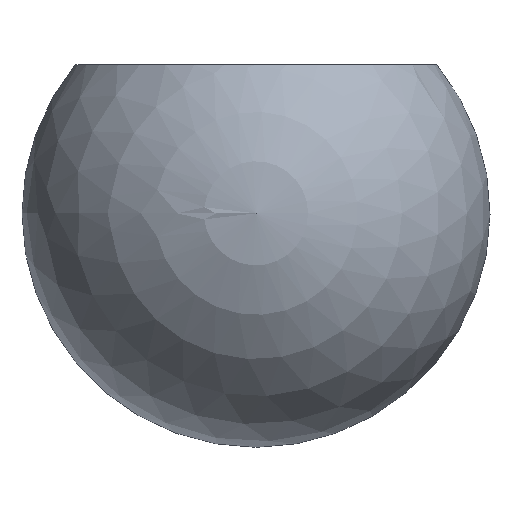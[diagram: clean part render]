
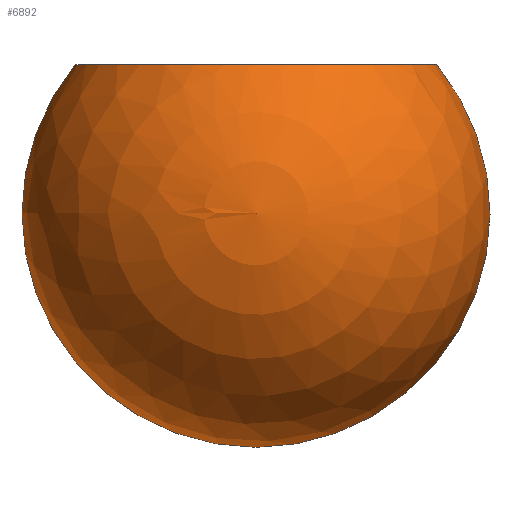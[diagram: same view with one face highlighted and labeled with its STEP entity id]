
A CAD part, left-side view. The second image highlights one B-rep face of the part: STEP entity #6892.
In plain terms, the highlighted spherical face has radius 42.5 mm.
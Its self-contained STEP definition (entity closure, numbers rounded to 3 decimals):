
#159 = ORIENTED_EDGE ( 'NONE', *, *, #2122, .T. ) ;
#231 = AXIS2_PLACEMENT_3D ( 'NONE', #13212, #6979, #8141 ) ;
#666 = DIRECTION ( 'NONE',  ( 1., 0., 0. ) ) ;
#709 = DIRECTION ( 'NONE',  ( 0., 1., 0. ) ) ;
#1721 = ORIENTED_EDGE ( 'NONE', *, *, #2293, .T. ) ;
#2122 = EDGE_CURVE ( 'NONE', #8986, #2835, #12886, .T. ) ;
#2293 = EDGE_CURVE ( 'NONE', #2835, #12135, #2325, .T. ) ;
#2325 = CIRCLE ( 'NONE', #231, 42.5 ) ;
#2345 = CARTESIAN_POINT ( 'NONE',  ( 0., 0., 0. ) ) ;
#2475 = DIRECTION ( 'NONE',  ( 1., 0., 0. ) ) ;
#2593 = ORIENTED_EDGE ( 'NONE', *, *, #12303, .F. ) ;
#2835 = VERTEX_POINT ( 'NONE', #6658 ) ;
#3454 = CIRCLE ( 'NONE', #3666, 42.5 ) ;
#3666 = AXIS2_PLACEMENT_3D ( 'NONE', #2345, #2475, #8572 ) ;
#3821 = AXIS2_PLACEMENT_3D ( 'NONE', #12968, #666, #709 ) ;
#4521 = FACE_OUTER_BOUND ( 'NONE', #12296, .T. ) ;
#4847 = SPHERICAL_SURFACE ( 'NONE', #3821, 42.5 ) ;
#5362 = CARTESIAN_POINT ( 'NONE',  ( 0., -32.82, 27.002 ) ) ;
#6658 = CARTESIAN_POINT ( 'NONE',  ( 0., 32.82, 27.002 ) ) ;
#6794 = DIRECTION ( 'NONE',  ( 0., 0., -1. ) ) ;
#6892 = ADVANCED_FACE ( 'NONE', ( #4521 ), #4847, .T. ) ;
#6979 = DIRECTION ( 'NONE',  ( -1., 0., 0. ) ) ;
#7791 = DIRECTION ( 'NONE',  ( 0., 1., 0. ) ) ;
#8141 = DIRECTION ( 'NONE',  ( 0., 0., 1. ) ) ;
#8572 = DIRECTION ( 'NONE',  ( 0., 1., 0. ) ) ;
#8743 = AXIS2_PLACEMENT_3D ( 'NONE', #10760, #6794, #7791 ) ;
#8986 = VERTEX_POINT ( 'NONE', #5362 ) ;
#10760 = CARTESIAN_POINT ( 'NONE',  ( 0., 0., 27.002 ) ) ;
#12135 = VERTEX_POINT ( 'NONE', #13260 ) ;
#12296 = EDGE_LOOP ( 'NONE', ( #2593, #159, #1721 ) ) ;
#12303 = EDGE_CURVE ( 'NONE', #8986, #12135, #3454, .T. ) ;
#12886 = CIRCLE ( 'NONE', #8743, 32.82 ) ;
#12968 = CARTESIAN_POINT ( 'NONE',  ( 0., 0., 0. ) ) ;
#13212 = CARTESIAN_POINT ( 'NONE',  ( 0., 0., 0. ) ) ;
#13260 = CARTESIAN_POINT ( 'NONE',  ( 0., 0., -42.5 ) ) ;
